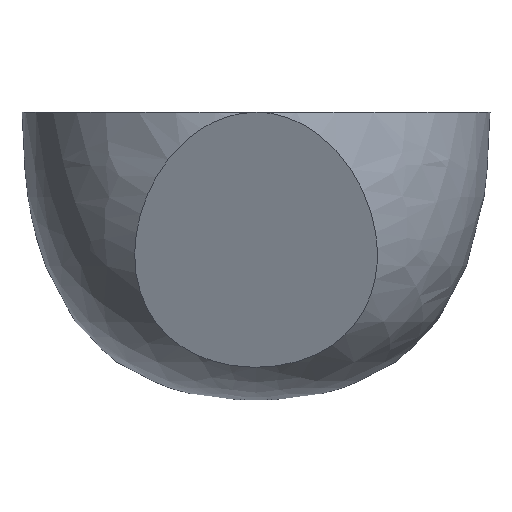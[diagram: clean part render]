
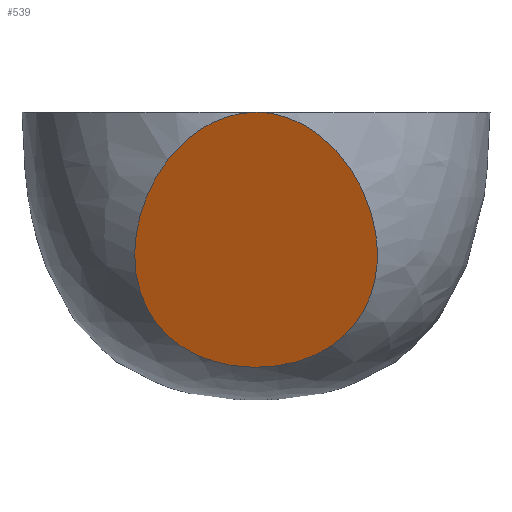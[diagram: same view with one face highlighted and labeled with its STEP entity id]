
A CAD part, front view. The second image highlights one B-rep face of the part: STEP entity #539.
In plain terms, the highlighted planar face has unit normal (0, -0.928, -0.372).
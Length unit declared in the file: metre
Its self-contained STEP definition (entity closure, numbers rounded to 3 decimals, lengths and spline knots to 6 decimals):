
#66=PLANE('',#604);
#90=B_SPLINE_CURVE_WITH_KNOTS('',3,(#851,#852,#853,#854,#855,#856,#857,
#858,#859,#860,#861,#862,#863,#864,#865,#866,#867,#868,#869,#870,#871,#872,
#873,#874,#875,#876,#877,#878,#879,#880,#881,#882,#883,#884,#885,#886,#887,
#888,#889,#890,#891,#892,#893,#894,#895,#896,#897,#898,#899,#900,#901),
 .UNSPECIFIED.,.F.,.F.,(4,1,1,1,1,1,1,1,1,1,1,1,1,1,1,1,1,1,1,1,1,1,1,1,
1,1,1,1,1,1,1,1,1,1,1,1,1,1,1,1,1,1,1,1,1,1,1,1,4),(0.000062,
0.007114,0.01064,0.014166,0.021218,
0.02827,0.031796,0.035322,0.042374,
0.049427,0.056479,0.060005,0.063531,
0.067057,0.070583,0.074109,0.077635,
0.084687,0.088213,0.09174,0.095266,
0.098792,0.105844,0.10937,0.112896,
0.116422,0.119948,0.123474,0.127,
0.130526,0.134052,0.141105,0.144631,
0.148157,0.155209,0.162261,0.165787,
0.169313,0.176365,0.179891,0.183418,
0.19047,0.197522,0.204574,0.2081,
0.211626,0.215152,0.218678,0.225731),
 .UNSPECIFIED.);
#181=ORIENTED_EDGE('',*,*,#280,.T.);
#182=ORIENTED_EDGE('',*,*,#331,.T.);
#280=EDGE_CURVE('',#357,#358,#90,.T.);
#331=EDGE_CURVE('',#358,#357,#428,.T.);
#357=VERTEX_POINT('',#849);
#358=VERTEX_POINT('',#850);
#428=CIRCLE('',#603,0.065);
#447=EDGE_LOOP('',(#181,#182));
#497=FACE_BOUND('',#447,.T.);
#539=ADVANCED_FACE('',(#497),#66,.T.);
#603=AXIS2_PLACEMENT_3D('',#1372,#680,#681);
#604=AXIS2_PLACEMENT_3D('',#1373,#682,#683);
#680=DIRECTION('',(0.,0.,-1.));
#681=DIRECTION('',(-1.,0.,0.));
#682=DIRECTION('',(0.,-0.928,-0.373));
#683=DIRECTION('',(0.,0.373,-0.928));
#849=CARTESIAN_POINT('',(-0.000062,-0.065,0.));
#850=CARTESIAN_POINT('',(0.,-0.065,0.));
#851=CARTESIAN_POINT('',(-0.000062,-0.065,0.));
#852=CARTESIAN_POINT('',(-0.002449,-0.064998,-0.000006));
#853=CARTESIAN_POINT('',(-0.005935,-0.0648,-0.000497));
#854=CARTESIAN_POINT('',(-0.010417,-0.064179,-0.002046));
#855=CARTESIAN_POINT('',(-0.014589,-0.063363,-0.004077));
#856=CARTESIAN_POINT('',(-0.019329,-0.062005,-0.00746));
#857=CARTESIAN_POINT('',(-0.02322,-0.060376,-0.011519));
#858=CARTESIAN_POINT('',(-0.025936,-0.058921,-0.015144));
#859=CARTESIAN_POINT('',(-0.028315,-0.057412,-0.018903));
#860=CARTESIAN_POINT('',(-0.030724,-0.055428,-0.023845));
#861=CARTESIAN_POINT('',(-0.032745,-0.052878,-0.030197));
#862=CARTESIAN_POINT('',(-0.033594,-0.050723,-0.035566));
#863=CARTESIAN_POINT('',(-0.03375,-0.04898,-0.039908));
#864=CARTESIAN_POINT('',(-0.033579,-0.047656,-0.043208));
#865=CARTESIAN_POINT('',(-0.033098,-0.046346,-0.046471));
#866=CARTESIAN_POINT('',(-0.032298,-0.045069,-0.049652));
#867=CARTESIAN_POINT('',(-0.03115,-0.043819,-0.052766));
#868=CARTESIAN_POINT('',(-0.029124,-0.042213,-0.056766));
#869=CARTESIAN_POINT('',(-0.026452,-0.040792,-0.060308));
#870=CARTESIAN_POINT('',(-0.02304,-0.039541,-0.063423));
#871=CARTESIAN_POINT('',(-0.02024,-0.03874,-0.065419));
#872=CARTESIAN_POINT('',(-0.017209,-0.038062,-0.067107));
#873=CARTESIAN_POINT('',(-0.012867,-0.037323,-0.068949));
#874=CARTESIAN_POINT('',(-0.008329,-0.036849,-0.070129));
#875=CARTESIAN_POINT('',(-0.003606,-0.03661,-0.070725));
#876=CARTESIAN_POINT('',(-0.000079,-0.03655,-0.070873));
#877=CARTESIAN_POINT('',(0.003448,-0.036605,-0.070737));
#878=CARTESIAN_POINT('',(0.006994,-0.036779,-0.070304));
#879=CARTESIAN_POINT('',(0.010438,-0.037071,-0.069577));
#880=CARTESIAN_POINT('',(0.01377,-0.037482,-0.068553));
#881=CARTESIAN_POINT('',(0.016982,-0.038018,-0.067216));
#882=CARTESIAN_POINT('',(0.021105,-0.038924,-0.06496));
#883=CARTESIAN_POINT('',(0.024682,-0.040064,-0.062121));
#884=CARTESIAN_POINT('',(0.027691,-0.041452,-0.058663));
#885=CARTESIAN_POINT('',(0.030184,-0.042937,-0.054964));
#886=CARTESIAN_POINT('',(0.03244,-0.045004,-0.049813));
#887=CARTESIAN_POINT('',(0.033508,-0.047174,-0.044407));
#888=CARTESIAN_POINT('',(0.033749,-0.048944,-0.039999));
#889=CARTESIAN_POINT('',(0.033603,-0.050692,-0.035643));
#890=CARTESIAN_POINT('',(0.032925,-0.052428,-0.031319));
#891=CARTESIAN_POINT('',(0.031742,-0.054146,-0.027039));
#892=CARTESIAN_POINT('',(0.030256,-0.055811,-0.022892));
#893=CARTESIAN_POINT('',(0.02784,-0.057808,-0.017915));
#894=CARTESIAN_POINT('',(0.023989,-0.060056,-0.012318));
#895=CARTESIAN_POINT('',(0.020087,-0.061687,-0.008253));
#896=CARTESIAN_POINT('',(0.016434,-0.062836,-0.00539));
#897=CARTESIAN_POINT('',(0.013506,-0.063576,-0.003549));
#898=CARTESIAN_POINT('',(0.010363,-0.064188,-0.002023));
#899=CARTESIAN_POINT('',(0.005875,-0.064806,-0.000484));
#900=CARTESIAN_POINT('',(0.002387,-0.065,0.));
#901=CARTESIAN_POINT('',(0.,-0.065,0.));
#1372=CARTESIAN_POINT('',(0.,0.,0.));
#1373=CARTESIAN_POINT('',(-0.20152,-0.050785,-0.035413));
